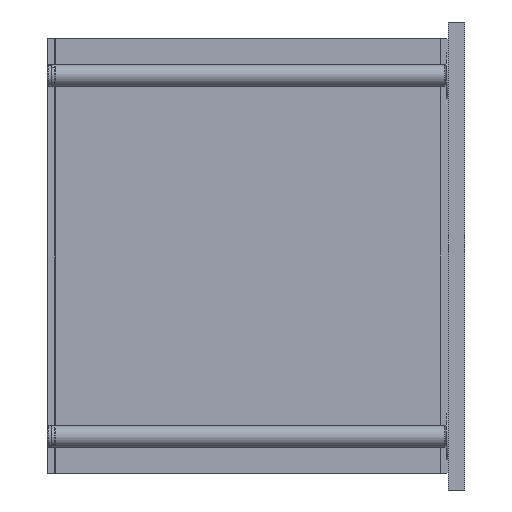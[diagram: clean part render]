
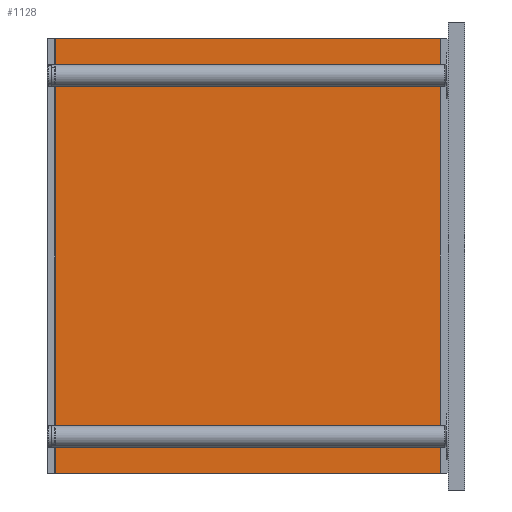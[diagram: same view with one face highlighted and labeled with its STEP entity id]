
A CAD part, left-side view. The second image highlights one B-rep face of the part: STEP entity #1128.
In plain terms, the highlighted face is planar.
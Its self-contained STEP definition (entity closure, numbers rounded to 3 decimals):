
#200 = VECTOR ( 'NONE', #2151, 1000. ) ;
#237 = CARTESIAN_POINT ( 'NONE',  ( -324.75, 12., -287.75 ) ) ;
#485 = DIRECTION ( 'NONE',  ( -1., 0., 0. ) ) ;
#509 = DIRECTION ( 'NONE',  ( 0., 0., -1. ) ) ;
#540 = CARTESIAN_POINT ( 'NONE',  ( 0., 12., 0. ) ) ;
#572 = DIRECTION ( 'NONE',  ( 0., 0., -1. ) ) ;
#944 = EDGE_CURVE ( 'NONE', #2312, #5019, #5011, .T. ) ;
#1128 = ADVANCED_FACE ( 'NONE', ( #3690 ), #3617, .F. ) ;
#1360 = AXIS2_PLACEMENT_3D ( 'NONE', #540, #2342, #572 ) ;
#2151 = DIRECTION ( 'NONE',  ( 0., 0., 1. ) ) ;
#2312 = VERTEX_POINT ( 'NONE', #5091 ) ;
#2342 = DIRECTION ( 'NONE',  ( 0., -1., 0. ) ) ;
#2436 = VECTOR ( 'NONE', #4424, 1000. ) ;
#2598 = ORIENTED_EDGE ( 'NONE', *, *, #2642, .T. ) ;
#2642 = EDGE_CURVE ( 'NONE', #4305, #2312, #3633, .T. ) ;
#2895 = LINE ( 'NONE', #5266, #2436 ) ;
#3035 = EDGE_CURVE ( 'NONE', #3639, #4305, #2895, .T. ) ;
#3221 = VECTOR ( 'NONE', #509, 1000. ) ;
#3542 = ORIENTED_EDGE ( 'NONE', *, *, #944, .T. ) ;
#3617 = PLANE ( 'NONE',  #1360 ) ;
#3633 = LINE ( 'NONE', #4873, #3221 ) ;
#3639 = VERTEX_POINT ( 'NONE', #4041 ) ;
#3684 = LINE ( 'NONE', #4306, #200 ) ;
#3690 = FACE_OUTER_BOUND ( 'NONE', #4957, .T. ) ;
#3879 = CARTESIAN_POINT ( 'NONE',  ( 0., 12., -287.75 ) ) ;
#4041 = CARTESIAN_POINT ( 'NONE',  ( -324.75, 12., 287.75 ) ) ;
#4069 = EDGE_CURVE ( 'NONE', #5019, #3639, #3684, .T. ) ;
#4305 = VERTEX_POINT ( 'NONE', #4940 ) ;
#4306 = CARTESIAN_POINT ( 'NONE',  ( -324.75, 12., 0. ) ) ;
#4351 = VECTOR ( 'NONE', #485, 1000. ) ;
#4424 = DIRECTION ( 'NONE',  ( 1., 0., 0. ) ) ;
#4873 = CARTESIAN_POINT ( 'NONE',  ( 324.75, 12., 0. ) ) ;
#4940 = CARTESIAN_POINT ( 'NONE',  ( 324.75, 12., 287.75 ) ) ;
#4957 = EDGE_LOOP ( 'NONE', ( #5489, #5298, #2598, #3542 ) ) ;
#5011 = LINE ( 'NONE', #3879, #4351 ) ;
#5019 = VERTEX_POINT ( 'NONE', #237 ) ;
#5091 = CARTESIAN_POINT ( 'NONE',  ( 324.75, 12., -287.75 ) ) ;
#5266 = CARTESIAN_POINT ( 'NONE',  ( 0., 12., 287.75 ) ) ;
#5298 = ORIENTED_EDGE ( 'NONE', *, *, #3035, .T. ) ;
#5489 = ORIENTED_EDGE ( 'NONE', *, *, #4069, .T. ) ;
